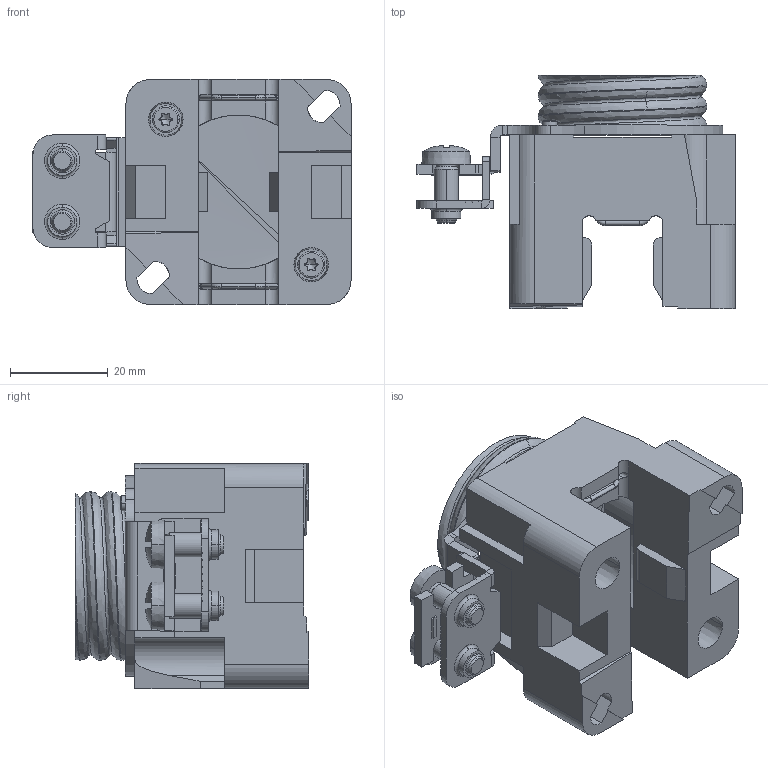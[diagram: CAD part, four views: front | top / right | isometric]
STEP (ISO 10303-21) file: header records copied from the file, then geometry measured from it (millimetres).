
FILE_DESCRIPTION((''),'2;1');
FILE_NAME('002323031_EZR_63_ASM','2021-10-22T',('marketing.praksa'),('Audax d.o.o.'),'CREO PARAMETRIC BY PTC INC, 2017480','CREO PARAMETRIC BY PTC INC, 2017480','');
FILE_SCHEMA(('AUTOMOTIVE_DESIGN { 1 0 10303 214 1 1 1 1 }'));
Length unit declared in the file: millimetre
Products named in the file (8): 0000006983_1; 0000006971_1; 0000006970_1; 0000011680_1; 0000060159_1; 0000059958_1_1; PRT9570; 002323031_EZR_63_ASM
Assembly tree (10 placements, depth 2):
  002323031_EZR_63_ASM
    0000006983_1
    0000006971_1
    0000006970_1
    0000011680_1  x2
    0000060159_1  x2
    0000059958_1_1  x2
    PRT9570
Bounding box: 65 x 47.7 x 46 mm (x, y, z)
Volume: 40261.3 mm3; surface area: 23267.5 mm2
Topology: 12 solids, 18 shells, 684 faces, 1894 edges, 1250 vertices
Faces by surface type: plane 411, cylinder 194, cone 36, torus 30, bspline 9, sphere 4
Entity records: 34835 total; most frequent: CARTESIAN_POINT 8569, ORIENTED_EDGE 3242, DIRECTION 3113, PRESENTATION_STYLE_ASSIGNMENT 2235, STYLED_ITEM 2235, CURVE_STYLE 1632, EDGE_CURVE 1632, VERTEX_POINT 1083
